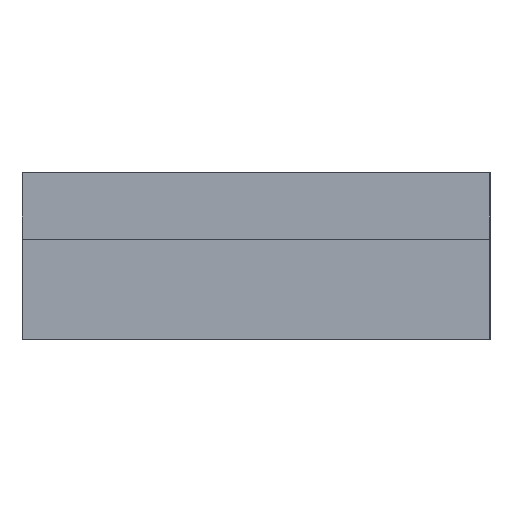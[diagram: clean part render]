
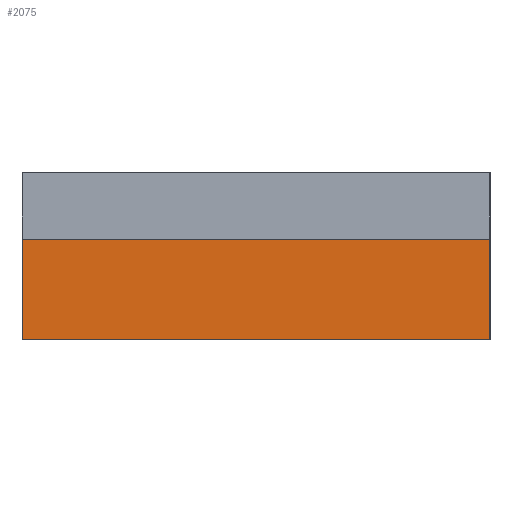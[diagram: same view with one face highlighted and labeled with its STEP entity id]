
A CAD part, left-side view. The second image highlights one B-rep face of the part: STEP entity #2075.
In plain terms, the highlighted planar face has unit normal (-1, 0, 0).
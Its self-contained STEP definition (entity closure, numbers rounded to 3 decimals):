
#109=FACE_OUTER_BOUND('',#209,.T.);
#209=EDGE_LOOP('',(#1669,#1670,#1671,#1672));
#498=LINE('',#3262,#792);
#499=LINE('',#3264,#793);
#500=LINE('',#3266,#794);
#501=LINE('',#3267,#795);
#792=VECTOR('',#2670,10.);
#793=VECTOR('',#2671,10.);
#794=VECTOR('',#2672,10.);
#795=VECTOR('',#2673,10.);
#993=VERTEX_POINT('',#3260);
#994=VERTEX_POINT('',#3261);
#995=VERTEX_POINT('',#3263);
#996=VERTEX_POINT('',#3265);
#1282=EDGE_CURVE('',#993,#994,#498,.T.);
#1283=EDGE_CURVE('',#993,#995,#499,.T.);
#1284=EDGE_CURVE('',#996,#995,#500,.T.);
#1285=EDGE_CURVE('',#994,#996,#501,.T.);
#1669=ORIENTED_EDGE('',*,*,#1282,.F.);
#1670=ORIENTED_EDGE('',*,*,#1283,.T.);
#1671=ORIENTED_EDGE('',*,*,#1284,.F.);
#1672=ORIENTED_EDGE('',*,*,#1285,.F.);
#1975=PLANE('',#2189);
#2075=ADVANCED_FACE('',(#109),#1975,.T.);
#2189=AXIS2_PLACEMENT_3D('',#3259,#2668,#2669);
#2668=DIRECTION('center_axis',(-1.,0.,0.));
#2669=DIRECTION('ref_axis',(0.,-1.,0.));
#2670=DIRECTION('',(0.,1.,0.));
#2671=DIRECTION('',(0.,0.,1.));
#2672=DIRECTION('',(0.,-1.,0.));
#2673=DIRECTION('',(0.,0.,1.));
#3259=CARTESIAN_POINT('Origin',(-120.,7.,0.));
#3260=CARTESIAN_POINT('',(-120.,-7.,0.));
#3261=CARTESIAN_POINT('',(-120.,7.,0.));
#3262=CARTESIAN_POINT('',(-120.,-7.,0.));
#3263=CARTESIAN_POINT('',(-120.,-7.,3.));
#3264=CARTESIAN_POINT('',(-120.,-7.,0.));
#3265=CARTESIAN_POINT('',(-120.,7.,3.));
#3266=CARTESIAN_POINT('',(-120.,-7.,3.));
#3267=CARTESIAN_POINT('',(-120.,7.,0.));
